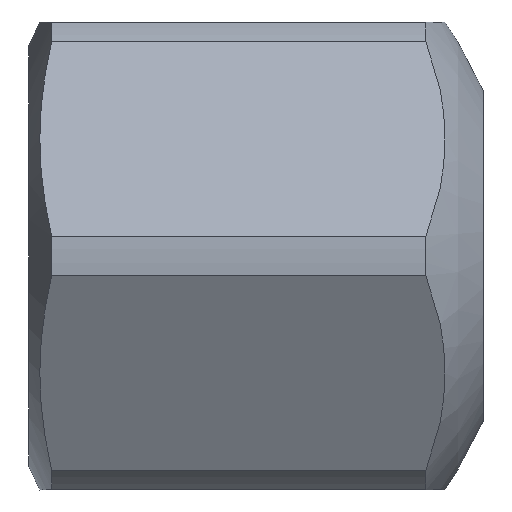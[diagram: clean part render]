
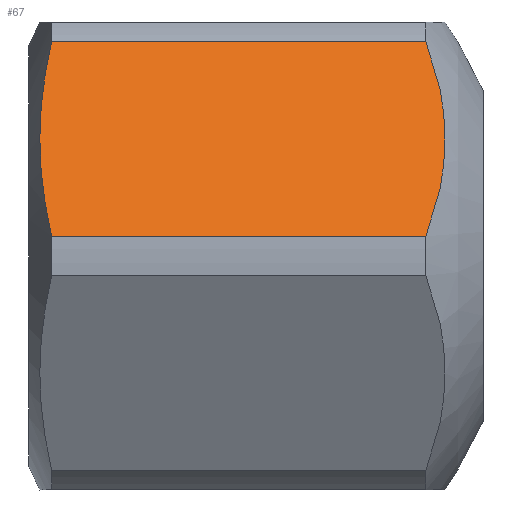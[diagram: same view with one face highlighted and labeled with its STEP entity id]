
A CAD part, front view. The second image highlights one B-rep face of the part: STEP entity #67.
In plain terms, the highlighted planar face has unit normal (0, -0.866, 0.5).
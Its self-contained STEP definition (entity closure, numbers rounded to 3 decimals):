
#67 = ADVANCED_FACE( '', ( #138 ), #139, .F. );
#138 = FACE_OUTER_BOUND( '', #209, .T. );
#139 = PLANE( '', #210 );
#209 = EDGE_LOOP( '', ( #333, #334, #335, #336 ) );
#210 = AXIS2_PLACEMENT_3D( '', #337, #338, #339 );
#333 = ORIENTED_EDGE( '', *, *, #443, .T. );
#334 = ORIENTED_EDGE( '', *, *, #444, .T. );
#335 = ORIENTED_EDGE( '', *, *, #437, .T. );
#336 = ORIENTED_EDGE( '', *, *, #396, .T. );
#337 = CARTESIAN_POINT( '', ( 33., -9.815, 17. ) );
#338 = DIRECTION( '', ( 0., 0.866, -0.5 ) );
#339 = DIRECTION( '', ( 0., 0.5, 0.866 ) );
#396 = EDGE_CURVE( '', #460, #458, #461, .T. );
#437 = EDGE_CURVE( '', #525, #460, #526, .T. );
#443 = EDGE_CURVE( '', #458, #533, #534, .F. );
#444 = EDGE_CURVE( '', #533, #525, #535, .F. );
#458 = VERTEX_POINT( '', #550 );
#460 = VERTEX_POINT( '', #552 );
#461 = LINE( '', #553, #554 );
#525 = VERTEX_POINT( '', #685 );
#526 = B_SPLINE_CURVE_WITH_KNOTS( '', 3, ( #686, #687, #688, #689, #690, #691, #692, #693, #694, #695, #696, #697 ), .UNSPECIFIED., .F., .F., ( 4, 2, 2, 2, 2, 4 ), ( 0., 0.004, 0.008, 0.012, 0.014, 0.016 ), .UNSPECIFIED. );
#533 = VERTEX_POINT( '', #705 );
#534 = CIRCLE( '', #706, 24.718 );
#535 = LINE( '', #707, #708 );
#550 = CARTESIAN_POINT( '', ( 28.84, -18.806, 1.427 ) );
#552 = CARTESIAN_POINT( '', ( 1.66, -18.806, 1.427 ) );
#553 = CARTESIAN_POINT( '', ( 33., -18.806, 1.427 ) );
#554 = VECTOR( '', #722, 1000. );
#685 = CARTESIAN_POINT( '', ( 1.66, -10.639, 15.573 ) );
#686 = CARTESIAN_POINT( '', ( 1.66, -10.639, 15.573 ) );
#687 = CARTESIAN_POINT( '', ( 1.387, -11.315, 14.401 ) );
#688 = CARTESIAN_POINT( '', ( 1.169, -11.993, 13.228 ) );
#689 = CARTESIAN_POINT( '', ( 0.872, -13.35, 10.877 ) );
#690 = CARTESIAN_POINT( '', ( 0.794, -14.03, 9.699 ) );
#691 = CARTESIAN_POINT( '', ( 0.792, -15.393, 7.339 ) );
#692 = CARTESIAN_POINT( '', ( 0.869, -16.076, 6.156 ) );
#693 = CARTESIAN_POINT( '', ( 1.092, -17.101, 4.379 ) );
#694 = CARTESIAN_POINT( '', ( 1.184, -17.444, 3.786 ) );
#695 = CARTESIAN_POINT( '', ( 1.4, -18.127, 2.603 ) );
#696 = CARTESIAN_POINT( '', ( 1.523, -18.467, 2.014 ) );
#697 = CARTESIAN_POINT( '', ( 1.66, -18.806, 1.427 ) );
#705 = CARTESIAN_POINT( '', ( 28.84, -10.639, 15.573 ) );
#706 = AXIS2_PLACEMENT_3D( '', #789, #790, #791 );
#707 = CARTESIAN_POINT( '', ( 33., -10.639, 15.573 ) );
#708 = VECTOR( '', #792, 1000. );
#722 = DIRECTION( '', ( 1., 0., 0. ) );
#789 = CARTESIAN_POINT( '', ( 5.51, -14.722, 8.5 ) );
#790 = DIRECTION( '', ( 0., 0.866, -0.5 ) );
#791 = DIRECTION( '', ( 0., 0.5, 0.866 ) );
#792 = DIRECTION( '', ( 1., 0., 0. ) );
